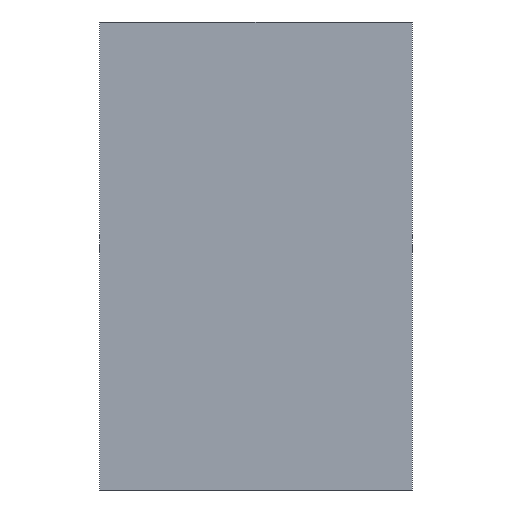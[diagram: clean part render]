
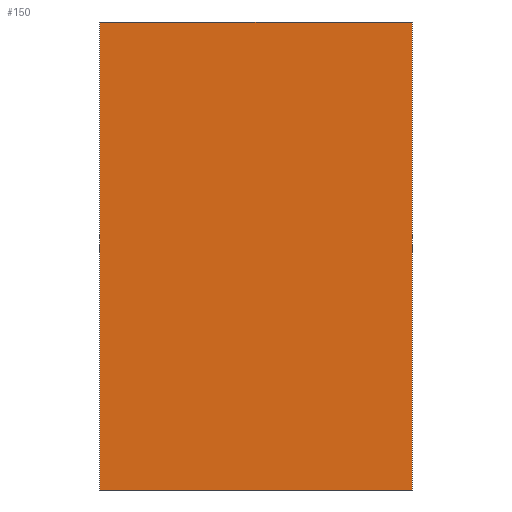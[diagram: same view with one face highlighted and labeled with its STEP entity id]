
A CAD part, front view. The second image highlights one B-rep face of the part: STEP entity #150.
In plain terms, the highlighted planar face has unit normal (0, -1, 0).
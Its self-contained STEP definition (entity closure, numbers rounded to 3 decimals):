
#125 = VERTEX_POINT('',#126);
#126 = CARTESIAN_POINT('',(22.957,23.013,72.));
#132 = EDGE_CURVE('',#133,#125,#135,.T.);
#133 = VERTEX_POINT('',#134);
#134 = CARTESIAN_POINT('',(22.957,23.013,0.));
#135 = LINE('',#136,#137);
#136 = CARTESIAN_POINT('',(22.957,23.013,0.));
#137 = VECTOR('',#138,1.);
#138 = DIRECTION('',(0.,0.,1.));
#150 = ADVANCED_FACE('',(#151),#176,.T.);
#151 = FACE_BOUND('',#152,.T.);
#152 = EDGE_LOOP('',(#153,#154,#162,#170));
#153 = ORIENTED_EDGE('',*,*,#132,.T.);
#154 = ORIENTED_EDGE('',*,*,#155,.T.);
#155 = EDGE_CURVE('',#125,#156,#158,.T.);
#156 = VERTEX_POINT('',#157);
#157 = CARTESIAN_POINT('',(-25.122,23.013,72.));
#158 = LINE('',#159,#160);
#159 = CARTESIAN_POINT('',(22.957,23.013,72.));
#160 = VECTOR('',#161,1.);
#161 = DIRECTION('',(-1.,0.,0.));
#162 = ORIENTED_EDGE('',*,*,#163,.F.);
#163 = EDGE_CURVE('',#164,#156,#166,.T.);
#164 = VERTEX_POINT('',#165);
#165 = CARTESIAN_POINT('',(-25.122,23.013,0.));
#166 = LINE('',#167,#168);
#167 = CARTESIAN_POINT('',(-25.122,23.013,0.));
#168 = VECTOR('',#169,1.);
#169 = DIRECTION('',(0.,0.,1.));
#170 = ORIENTED_EDGE('',*,*,#171,.F.);
#171 = EDGE_CURVE('',#133,#164,#172,.T.);
#172 = LINE('',#173,#174);
#173 = CARTESIAN_POINT('',(22.957,23.013,0.));
#174 = VECTOR('',#175,1.);
#175 = DIRECTION('',(-1.,0.,0.));
#176 = PLANE('',#177);
#177 = AXIS2_PLACEMENT_3D('',#178,#179,#180);
#178 = CARTESIAN_POINT('',(22.957,23.013,0.));
#179 = DIRECTION('',(0.,-1.,0.));
#180 = DIRECTION('',(-1.,0.,0.));
